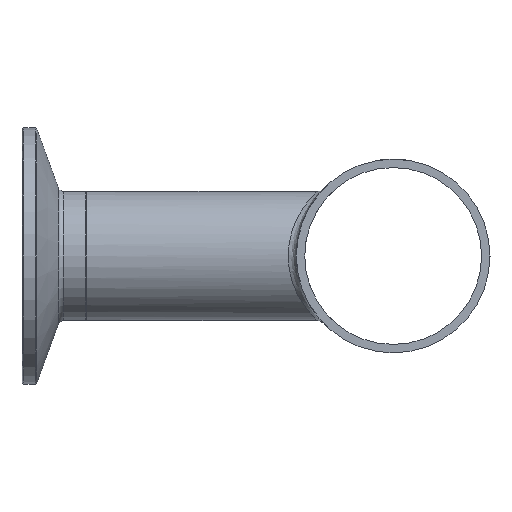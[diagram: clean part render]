
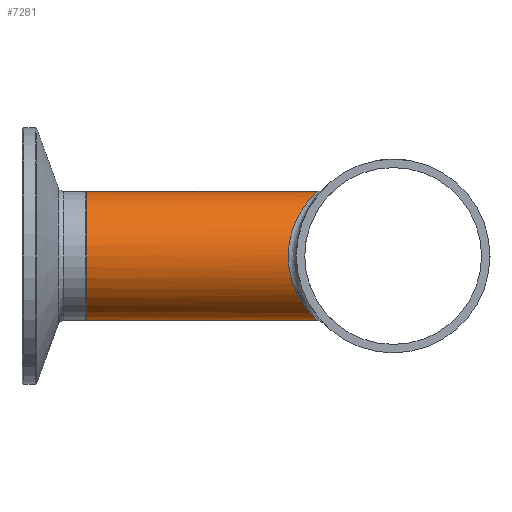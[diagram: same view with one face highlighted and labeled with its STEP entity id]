
A CAD part, left-side view. The second image highlights one B-rep face of the part: STEP entity #7281.
In plain terms, the highlighted cylindrical face has radius 12.7 mm (diameter 25.4 mm), a full revolution.
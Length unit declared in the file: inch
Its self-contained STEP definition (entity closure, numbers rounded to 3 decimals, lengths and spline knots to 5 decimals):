
#163=FACE_BOUND('',#1375,.T.);
#917=FACE_OUTER_BOUND('',#1374,.T.);
#1374=EDGE_LOOP('',(#6761));
#1375=EDGE_LOOP('',(#6762));
#1703=B_SPLINE_CURVE_WITH_KNOTS('',3,(#15654,#15655,#15656,#15657,#15658,
#15659,#15660,#15661,#15662,#15663,#15664,#15665,#15666,#15667,#15668,#15669,
#15670,#15671,#15672,#15673,#15674,#15675),.UNSPECIFIED.,.T.,.F.,(4,1,1,
1,1,1,1,1,1,1,1,1,1,1,1,1,1,1,1,4),(0.,0.28474,0.56948,
1.13896,1.70844,1.99317,2.27791,2.84739,
3.41687,3.79652,4.17618,4.55583,4.93548,
5.69478,5.97952,6.26426,6.83374,7.40322,
7.68796,7.9727),.UNSPECIFIED.);
#2879=CIRCLE('',#7755,0.5);
#3593=VERTEX_POINT('',#15540);
#3594=VERTEX_POINT('',#15652);
#4652=EDGE_CURVE('',#3593,#3593,#2879,.T.);
#4654=EDGE_CURVE('',#3594,#3594,#1703,.T.);
#6761=ORIENTED_EDGE('',*,*,#4652,.T.);
#6762=ORIENTED_EDGE('',*,*,#4654,.F.);
#6817=CYLINDRICAL_SURFACE('',#7757,0.5);
#7281=ADVANCED_FACE('',(#917,#163),#6817,.T.);
#7755=AXIS2_PLACEMENT_3D('',#15541,#9211,#9212);
#7757=AXIS2_PLACEMENT_3D('',#15676,#9215,#9216);
#9211=DIRECTION('center_axis',(0.,-1.,0.));
#9212=DIRECTION('ref_axis',(1.,0.,0.));
#9215=DIRECTION('center_axis',(0.,-1.,0.));
#9216=DIRECTION('ref_axis',(1.,0.,0.));
#15540=CARTESIAN_POINT('',(-0.5,2.375,0.));
#15541=CARTESIAN_POINT('Origin',(0.,2.375,0.));
#15652=CARTESIAN_POINT('',(0.,0.5863,0.5));
#15654=CARTESIAN_POINT('Ctrl Pts',(0.,0.58628,
0.5));
#15655=CARTESIAN_POINT('Ctrl Pts',(-0.03885,0.58628,
0.5));
#15656=CARTESIAN_POINT('Ctrl Pts',(-0.11654,0.59649,
0.49084));
#15657=CARTESIAN_POINT('Ctrl Pts',(-0.25742,0.64756,
0.43931));
#15658=CARTESIAN_POINT('Ctrl Pts',(-0.39977,0.73591,
0.32616));
#15659=CARTESIAN_POINT('Ctrl Pts',(-0.48622,0.80172,
0.1557));
#15660=CARTESIAN_POINT('Ctrl Pts',(-0.5046,0.8161,
-0.00002));
#15661=CARTESIAN_POINT('Ctrl Pts',(-0.48626,0.80175,
-0.15571));
#15662=CARTESIAN_POINT('Ctrl Pts',(-0.39966,0.73578,
-0.32604));
#15663=CARTESIAN_POINT('Ctrl Pts',(-0.24813,0.64188,
-0.44685));
#15664=CARTESIAN_POINT('Ctrl Pts',(-0.07968,0.58434,
-0.50191));
#15665=CARTESIAN_POINT('Ctrl Pts',(0.07965,0.58451,
-0.50193));
#15666=CARTESIAN_POINT('Ctrl Pts',(0.22422,0.6335,
-0.45462));
#15667=CARTESIAN_POINT('Ctrl Pts',(0.38322,0.72231,-0.34588));
#15668=CARTESIAN_POINT('Ctrl Pts',(0.48293,0.79952,
-0.182));
#15669=CARTESIAN_POINT('Ctrl Pts',(0.50466,0.81605,
0.00011));
#15670=CARTESIAN_POINT('Ctrl Pts',(0.48618,0.80176,
0.15559));
#15671=CARTESIAN_POINT('Ctrl Pts',(0.39979,0.73587,
0.32614));
#15672=CARTESIAN_POINT('Ctrl Pts',(0.25741,0.64757,
0.43931));
#15673=CARTESIAN_POINT('Ctrl Pts',(0.11654,0.59648,
0.49083));
#15674=CARTESIAN_POINT('Ctrl Pts',(0.03885,0.58628,
0.5));
#15675=CARTESIAN_POINT('Ctrl Pts',(0.,0.58628,
0.5));
#15676=CARTESIAN_POINT('Origin',(0.,2.375,0.));
